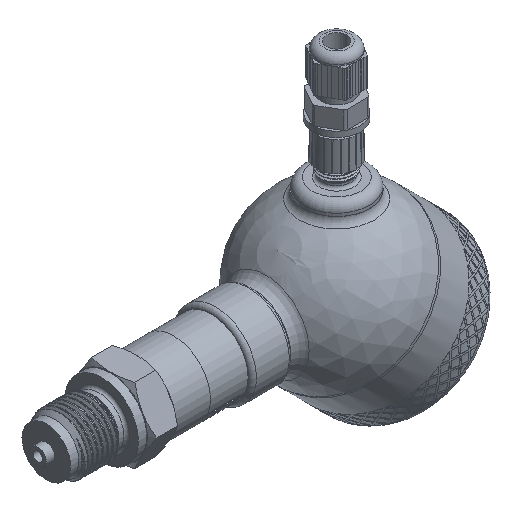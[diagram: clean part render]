
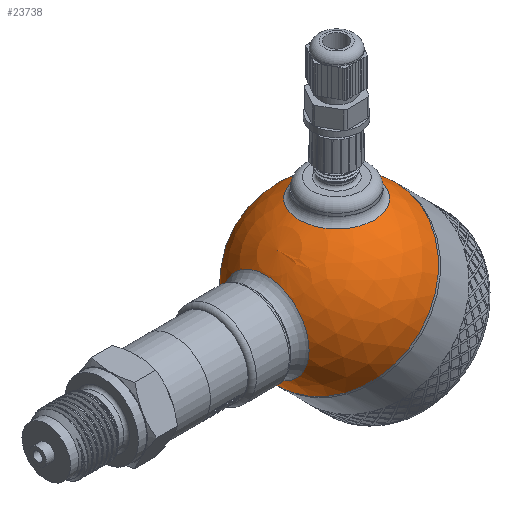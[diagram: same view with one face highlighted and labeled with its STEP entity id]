
A CAD part, isometric view. The second image highlights one B-rep face of the part: STEP entity #23738.
In plain terms, the highlighted spherical face has radius 30 mm.
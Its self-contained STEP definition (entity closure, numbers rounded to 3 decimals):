
#56=SPHERICAL_SURFACE('',#25184,30.);
#110=FACE_BOUND('',#3386,.T.);
#111=FACE_BOUND('',#3387,.T.);
#1836=FACE_OUTER_BOUND('',#3385,.T.);
#3385=EDGE_LOOP('',(#17256,#17257,#17258,#17259));
#3386=EDGE_LOOP('',(#17260));
#3387=EDGE_LOOP('',(#17261));
#4804=CIRCLE('',#25107,30.);
#4805=CIRCLE('',#25108,30.);
#4832=CIRCLE('',#25180,13.5);
#4835=CIRCLE('',#25185,30.);
#4836=CIRCLE('',#25186,15.643);
#9328=VERTEX_POINT('',#33790);
#9329=VERTEX_POINT('',#33792);
#9804=VERTEX_POINT('',#39854);
#9806=VERTEX_POINT('',#39861);
#9807=VERTEX_POINT('',#39863);
#11874=EDGE_CURVE('',#9328,#9329,#4804,.T.);
#11875=EDGE_CURVE('',#9329,#9328,#4805,.T.);
#12590=EDGE_CURVE('',#9804,#9804,#4832,.T.);
#12593=EDGE_CURVE('',#9329,#9806,#4835,.T.);
#12594=EDGE_CURVE('',#9807,#9807,#4836,.T.);
#17256=ORIENTED_EDGE('',*,*,#11875,.F.);
#17257=ORIENTED_EDGE('',*,*,#12593,.T.);
#17258=ORIENTED_EDGE('',*,*,#12593,.F.);
#17259=ORIENTED_EDGE('',*,*,#11874,.F.);
#17260=ORIENTED_EDGE('',*,*,#12594,.F.);
#17261=ORIENTED_EDGE('',*,*,#12590,.F.);
#23738=ADVANCED_FACE('',(#1836,#110,#111),#56,.T.);
#25107=AXIS2_PLACEMENT_3D('',#33793,#26404,#26405);
#25108=AXIS2_PLACEMENT_3D('',#33794,#26406,#26407);
#25180=AXIS2_PLACEMENT_3D('',#39855,#26802,#26803);
#25184=AXIS2_PLACEMENT_3D('',#39860,#26810,#26811);
#25185=AXIS2_PLACEMENT_3D('',#39862,#26812,#26813);
#25186=AXIS2_PLACEMENT_3D('',#39864,#26814,#26815);
#26404=DIRECTION('center_axis',(1.,0.,0.));
#26405=DIRECTION('ref_axis',(0.,1.,0.));
#26406=DIRECTION('center_axis',(1.,0.,0.));
#26407=DIRECTION('ref_axis',(0.,1.,0.));
#26802=DIRECTION('center_axis',(-0.707,0.,-0.707));
#26803=DIRECTION('ref_axis',(-0.707,0.,0.707));
#26810=DIRECTION('center_axis',(1.,0.,0.));
#26811=DIRECTION('ref_axis',(0.,-1.,0.));
#26812=DIRECTION('center_axis',(0.,0.,1.));
#26813=DIRECTION('ref_axis',(0.,1.,0.));
#26814=DIRECTION('center_axis',(-0.707,0.,0.707));
#26815=DIRECTION('ref_axis',(0.707,0.,0.707));
#33790=CARTESIAN_POINT('',(0.,-30.,0.));
#33792=CARTESIAN_POINT('',(0.,30.,0.));
#33793=CARTESIAN_POINT('Origin',(0.,0.,0.));
#33794=CARTESIAN_POINT('Origin',(0.,0.,0.));
#39854=CARTESIAN_POINT('',(-9.398,0.,-28.49));
#39855=CARTESIAN_POINT('Origin',(-18.944,0.,-18.944));
#39860=CARTESIAN_POINT('Origin',(0.,0.,0.));
#39861=CARTESIAN_POINT('',(-30.,0.,0.));
#39862=CARTESIAN_POINT('Origin',(0.,0.,0.));
#39863=CARTESIAN_POINT('',(-29.162,0.,7.04));
#39864=CARTESIAN_POINT('Origin',(-18.101,0.,18.101));
